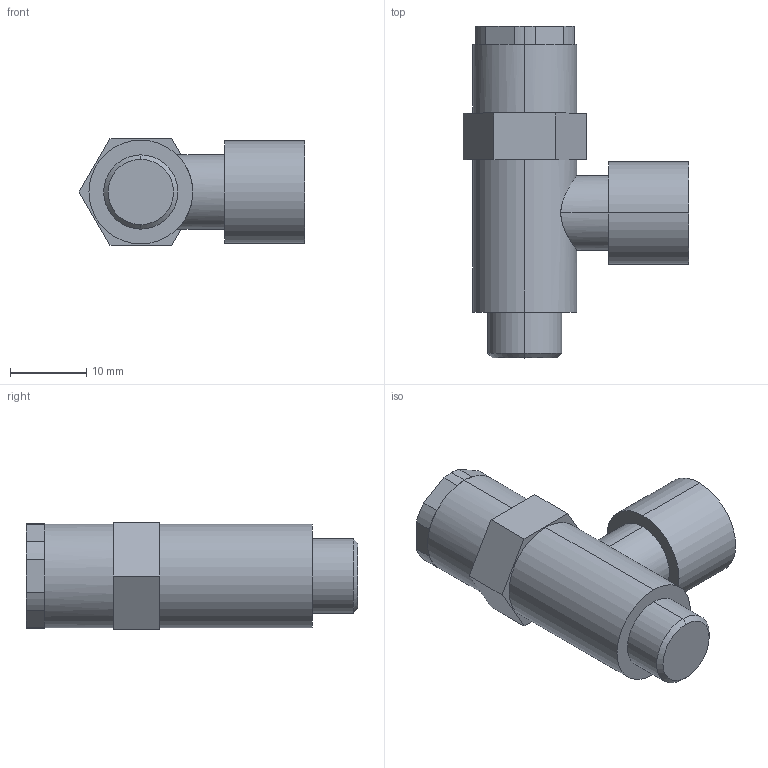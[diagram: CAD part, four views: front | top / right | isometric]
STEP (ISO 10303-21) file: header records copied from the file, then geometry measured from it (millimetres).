
FILE_DESCRIPTION(('HOOPS Exchange Step'),'2;1');
FILE_NAME('export-59B42A54-7FED-40A6-9548-F23581C84C86.stp','2021-10-13T10:50:16+02:00',('User'),('Alibre'),'HOOPS Exchange 2020.1','Alibre','Unknown authorisation');
FILE_SCHEMA( ('AP242_MANAGED_MODEL_BASED_3D_ENGINEERING_MIM_LF {1 0 10303 442 1 1 4 }') );
Length unit declared in the file: millimetre
Products named in the file (1): 5737 W6001001001 STP-U 1_8 108 UNIDIRECTIONAL THREADED STOP VALVE
Bounding box: 29.58 x 43.5 x 14 mm (x, y, z)
Surface area: 3146.9 mm2 (no closed solid volume)
Topology: 0 solids, 48 shells, 59 faces, 239 edges, 218 vertices
Faces by surface type: plane 31, cylinder 22, cone 6
Entity records: 2948 total; most frequent: CARTESIAN_POINT 713, DIRECTION 463, ORIENTED_EDGE 260, EDGE_CURVE 239, VERTEX_POINT 218, AXIS2_PLACEMENT_3D 166, VECTOR 131, LINE 131
